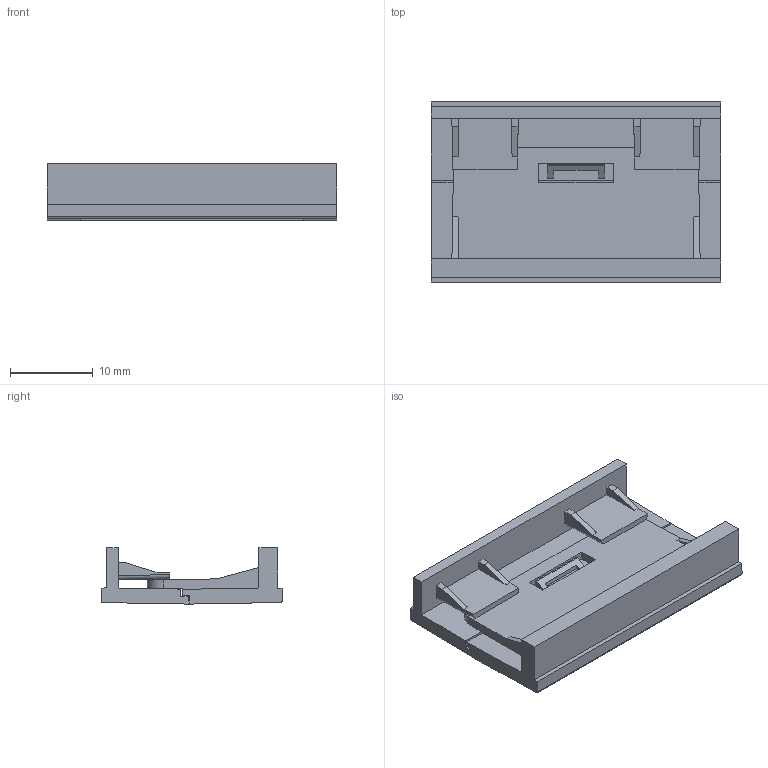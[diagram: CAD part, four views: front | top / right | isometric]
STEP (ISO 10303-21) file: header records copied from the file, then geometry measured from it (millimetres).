
FILE_DESCRIPTION(/* description */ (''),/* implementation_level */ '2;1');
FILE_NAME(/* name */ 'hook.stp',/* time_stamp */ '2020-04-03T15:40:36+08:00',/* author */ (''),/* organization */ (''),/* preprocessor_version */ 'ST-DEVELOPER v15',/* originating_system */ 'SIEMENS PLM Software NX 9.0',/* authorisation */ '');
FILE_SCHEMA (('AP203_CONFIGURATION_CONTROLLED_3D_DESIGN_OF_MECHANICAL_PARTS_AND_ASSEMBLIES_MIM_LF { 1 0 10303 403 2 1 2}'));
Length unit declared in the file: millimetre
Products named in the file (1): user49DC0C746xqd
Bounding box: 35 x 21.8 x 6.8 mm (x, y, z)
Volume: 2245.9 mm3; surface area: 3128.9 mm2
Topology: 2 solids, 2 shells, 83 faces, 231 edges, 154 vertices
Faces by surface type: plane 74, cylinder 9
Entity records: 2719 total; most frequent: CARTESIAN_POINT 469, ORIENTED_EDGE 462, DIRECTION 419, EDGE_CURVE 231, LINE 211, VECTOR 211, VERTEX_POINT 154, AXIS2_PLACEMENT_3D 104
